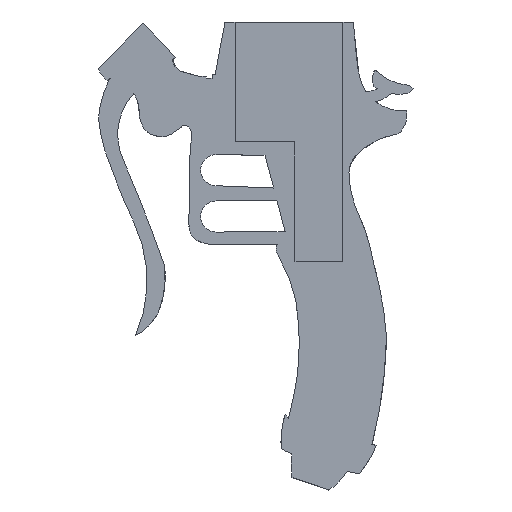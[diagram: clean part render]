
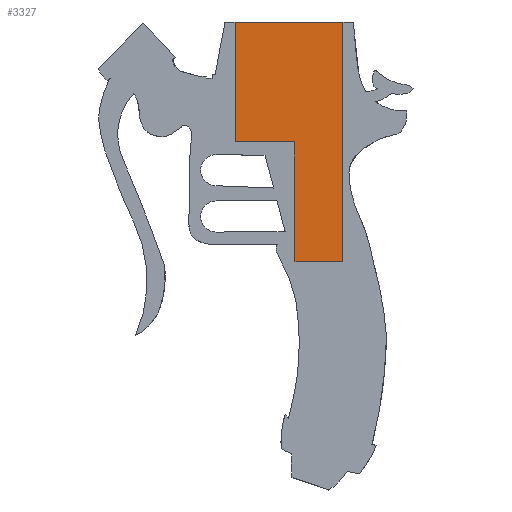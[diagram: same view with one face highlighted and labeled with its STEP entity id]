
A CAD part, top view. The second image highlights one B-rep face of the part: STEP entity #3327.
In plain terms, the highlighted planar face has unit normal (0, 0, 1).
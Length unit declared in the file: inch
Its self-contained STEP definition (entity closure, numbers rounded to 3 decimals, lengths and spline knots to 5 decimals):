
#534=FACE_OUTER_BOUND('',#731,.T.);
#731=EDGE_LOOP('',(#2183,#2184,#2185,#2186,#2187,#2188));
#939=LINE('',#4942,#1113);
#940=LINE('',#4944,#1114);
#941=LINE('',#4946,#1115);
#942=LINE('',#4948,#1116);
#943=LINE('',#4950,#1117);
#944=LINE('',#4951,#1118);
#1113=VECTOR('',#3954,0.3937);
#1114=VECTOR('',#3955,0.3937);
#1115=VECTOR('',#3956,0.3937);
#1116=VECTOR('',#3957,0.3937);
#1117=VECTOR('',#3958,0.3937);
#1118=VECTOR('',#3959,0.3937);
#1287=VERTEX_POINT('',#4940);
#1288=VERTEX_POINT('',#4941);
#1289=VERTEX_POINT('',#4943);
#1290=VERTEX_POINT('',#4945);
#1291=VERTEX_POINT('',#4947);
#1292=VERTEX_POINT('',#4949);
#1640=EDGE_CURVE('',#1287,#1288,#939,.T.);
#1641=EDGE_CURVE('',#1289,#1287,#940,.T.);
#1642=EDGE_CURVE('',#1290,#1289,#941,.T.);
#1643=EDGE_CURVE('',#1291,#1290,#942,.T.);
#1644=EDGE_CURVE('',#1292,#1291,#943,.T.);
#1645=EDGE_CURVE('',#1288,#1292,#944,.T.);
#2183=ORIENTED_EDGE('',*,*,#1640,.F.);
#2184=ORIENTED_EDGE('',*,*,#1641,.F.);
#2185=ORIENTED_EDGE('',*,*,#1642,.F.);
#2186=ORIENTED_EDGE('',*,*,#1643,.F.);
#2187=ORIENTED_EDGE('',*,*,#1644,.F.);
#2188=ORIENTED_EDGE('',*,*,#1645,.F.);
#3269=PLANE('',#3544);
#3327=ADVANCED_FACE('',(#534),#3269,.F.);
#3544=AXIS2_PLACEMENT_3D('',#4939,#3952,#3953);
#3952=DIRECTION('center_axis',(0.,0.,-1.));
#3953=DIRECTION('ref_axis',(-1.,0.,0.));
#3954=DIRECTION('',(0.,1.,0.));
#3955=DIRECTION('',(-1.,0.,0.));
#3956=DIRECTION('',(0.,1.,0.));
#3957=DIRECTION('',(-1.,0.,0.));
#3958=DIRECTION('',(0.,-1.,0.));
#3959=DIRECTION('',(1.,0.,0.));
#4939=CARTESIAN_POINT('Origin',(1.125,-1.25808,-0.2275));
#4940=CARTESIAN_POINT('',(0.,-1.25808,-0.2275));
#4941=CARTESIAN_POINT('',(0.,1.24192,-0.2275));
#4942=CARTESIAN_POINT('',(0.,1.24192,-0.2275));
#4943=CARTESIAN_POINT('',(1.25,-1.25808,-0.2275));
#4944=CARTESIAN_POINT('',(0.,-1.25808,-0.2275));
#4945=CARTESIAN_POINT('',(1.25,-3.75808,-0.2275));
#4946=CARTESIAN_POINT('',(1.25,-1.25808,-0.2275));
#4947=CARTESIAN_POINT('',(2.25,-3.75808,-0.2275));
#4948=CARTESIAN_POINT('',(1.25,-3.75808,-0.2275));
#4949=CARTESIAN_POINT('',(2.25,1.24192,-0.2275));
#4950=CARTESIAN_POINT('',(2.25,-3.75808,-0.2275));
#4951=CARTESIAN_POINT('',(0.5625,1.24192,-0.2275));
